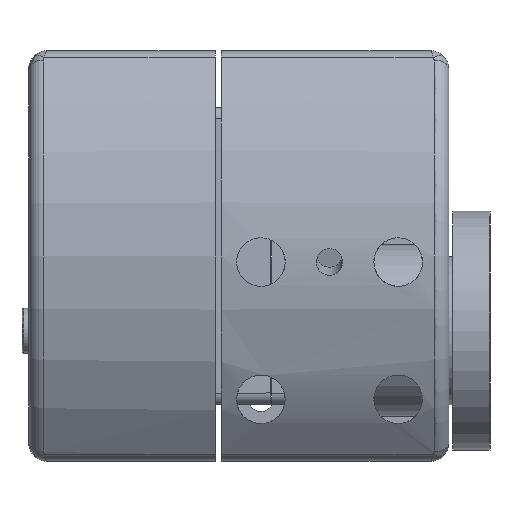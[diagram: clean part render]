
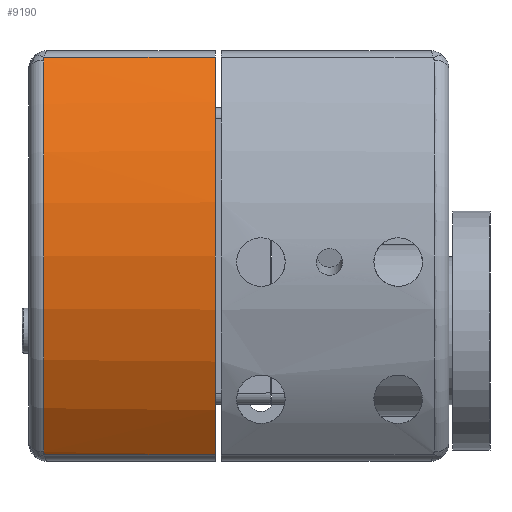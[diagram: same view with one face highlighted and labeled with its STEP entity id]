
A CAD part, left-side view. The second image highlights one B-rep face of the part: STEP entity #9190.
In plain terms, the highlighted cylindrical face has radius 41.628 mm (diameter 83.255 mm), a partial arc.
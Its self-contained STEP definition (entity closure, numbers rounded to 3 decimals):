
#252=B_SPLINE_CURVE_WITH_KNOTS('',3,(#22971,#22972,#22973,#22974),
 .UNSPECIFIED.,.F.,.F.,(4,4),(0.,0.044),.UNSPECIFIED.);
#257=B_SPLINE_CURVE_WITH_KNOTS('',3,(#23130,#23131,#23132,#23133),
 .UNSPECIFIED.,.F.,.F.,(4,4),(0.,0.044),
 .UNSPECIFIED.);
#731=CYLINDRICAL_SURFACE('',#10212,41.628);
#1112=CIRCLE('',#10188,41.628);
#1126=CIRCLE('',#10213,41.628);
#1672=FACE_OUTER_BOUND('',#2267,.T.);
#2267=EDGE_LOOP('',(#7877,#7878,#7879,#7880,#7881,#7882));
#2933=LINE('',#23066,#3561);
#2940=LINE('',#23217,#3568);
#3561=VECTOR('',#12420,10.);
#3568=VECTOR('',#12483,10.);
#4326=VERTEX_POINT('',#22962);
#4328=VERTEX_POINT('',#22969);
#4337=VERTEX_POINT('',#23065);
#4340=VERTEX_POINT('',#23073);
#4351=VERTEX_POINT('',#23128);
#4357=VERTEX_POINT('',#23215);
#5520=EDGE_CURVE('',#4328,#4326,#252,.T.);
#5534=EDGE_CURVE('',#4326,#4337,#2933,.T.);
#5539=EDGE_CURVE('',#4340,#4328,#1112,.T.);
#5554=EDGE_CURVE('',#4351,#4340,#257,.T.);
#5566=EDGE_CURVE('',#4357,#4351,#2940,.T.);
#5567=EDGE_CURVE('',#4357,#4337,#1126,.T.);
#7877=ORIENTED_EDGE('',*,*,#5520,.F.);
#7878=ORIENTED_EDGE('',*,*,#5539,.F.);
#7879=ORIENTED_EDGE('',*,*,#5554,.F.);
#7880=ORIENTED_EDGE('',*,*,#5566,.F.);
#7881=ORIENTED_EDGE('',*,*,#5567,.T.);
#7882=ORIENTED_EDGE('',*,*,#5534,.F.);
#9190=ADVANCED_FACE('',(#1672),#731,.T.);
#10188=AXIS2_PLACEMENT_3D('',#23075,#12430,#12431);
#10212=AXIS2_PLACEMENT_3D('',#23218,#12484,#12485);
#10213=AXIS2_PLACEMENT_3D('',#23219,#12486,#12487);
#12420=DIRECTION('',(0.,-1.,0.));
#12430=DIRECTION('center_axis',(0.,1.,0.));
#12431=DIRECTION('ref_axis',(-1.,0.,0.));
#12483=DIRECTION('',(0.,1.,0.));
#12484=DIRECTION('center_axis',(0.,1.,0.));
#12485=DIRECTION('ref_axis',(-0.751,0.,-0.661));
#12486=DIRECTION('center_axis',(0.,1.,0.));
#12487=DIRECTION('ref_axis',(-0.751,0.,-0.661));
#22962=CARTESIAN_POINT('',(-13.395,51.885,26.597));
#22969=CARTESIAN_POINT('',(-13.671,52.,26.262));
#22971=CARTESIAN_POINT('Ctrl Pts',(-13.671,52.,26.262));
#22972=CARTESIAN_POINT('Ctrl Pts',(-13.575,52.,26.38));
#22973=CARTESIAN_POINT('Ctrl Pts',(-13.477,51.963,26.499));
#22974=CARTESIAN_POINT('Ctrl Pts',(-13.395,51.885,26.597));
#23065=CARTESIAN_POINT('',(-13.395,29.,26.597));
#23066=CARTESIAN_POINT('',(-13.395,0.,26.597));
#23073=CARTESIAN_POINT('',(-13.671,52.,-26.262));
#23075=CARTESIAN_POINT('Origin',(18.628,52.,0.));
#23128=CARTESIAN_POINT('',(-13.395,51.885,-26.597));
#23130=CARTESIAN_POINT('Ctrl Pts',(-13.395,51.885,-26.597));
#23131=CARTESIAN_POINT('Ctrl Pts',(-13.477,51.963,-26.499));
#23132=CARTESIAN_POINT('Ctrl Pts',(-13.575,52.,-26.38));
#23133=CARTESIAN_POINT('Ctrl Pts',(-13.671,52.,-26.262));
#23215=CARTESIAN_POINT('',(-13.395,29.,-26.597));
#23217=CARTESIAN_POINT('',(-13.395,0.,-26.597));
#23218=CARTESIAN_POINT('Origin',(18.628,0.,0.));
#23219=CARTESIAN_POINT('Origin',(18.628,29.,0.));
